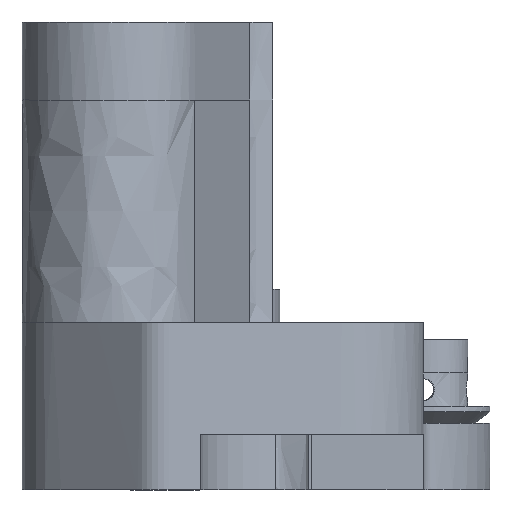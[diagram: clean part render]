
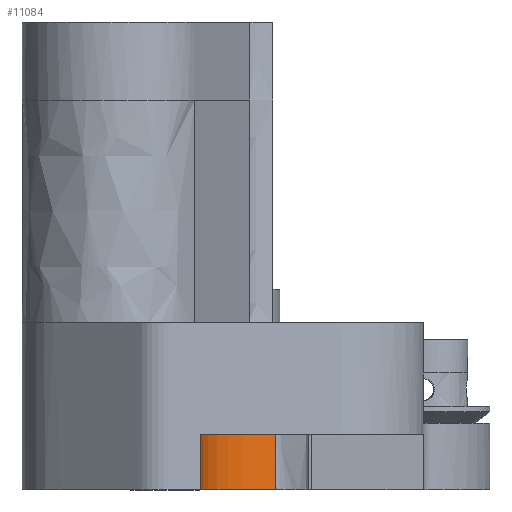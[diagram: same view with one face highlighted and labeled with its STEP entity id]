
A CAD part, left-side view. The second image highlights one B-rep face of the part: STEP entity #11084.
In plain terms, the highlighted free-form (B-spline) face has degree [1, 2] with [2, 9] control points.
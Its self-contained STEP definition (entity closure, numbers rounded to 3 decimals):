
#4604 = B_SPLINE_SURFACE_WITH_KNOTS('',1,1,(
    (#4605,#4606)
    ,(#4607,#4608
    )),.UNSPECIFIED.,.F.,.F.,.F.,(2,2),(2,2),(0.,42.792),(0.,
    46.629),.PIECEWISE_BEZIER_KNOTS.);
#4605 = CARTESIAN_POINT('',(6.841,-0.964,5.));
#4606 = CARTESIAN_POINT('',(-39.062,-9.161,5.));
#4607 = CARTESIAN_POINT('',(-0.682,41.161,5.));
#4608 = CARTESIAN_POINT('',(-46.585,32.964,5.));
#4796 = B_SPLINE_SURFACE_WITH_KNOTS('',1,1,(
    (#4797,#4798)
    ,(#4799,#4800
    )),.UNSPECIFIED.,.F.,.F.,.F.,(2,2),(2,2),(0.,75.093),(0.,
    71.524),.PIECEWISE_BEZIER_KNOTS.);
#4797 = CARTESIAN_POINT('',(33.922,-26.242,0.));
#4798 = CARTESIAN_POINT('',(33.922,45.281,0.));
#4799 = CARTESIAN_POINT('',(-41.171,-26.242,0.));
#4800 = CARTESIAN_POINT('',(-41.171,45.281,0.));
#5464 = VERTEX_POINT('',#5465);
#5465 = CARTESIAN_POINT('',(-18.5,26.,0.));
#5471 = B_SPLINE_SURFACE_WITH_KNOTS('',1,1,(
    (#5472,#5473)
    ,(#5474,#5475
    )),.UNSPECIFIED.,.F.,.F.,.F.,(2,2),(2,2),(0.,5.),(37.5,55.),
  .PIECEWISE_BEZIER_KNOTS.);
#5472 = CARTESIAN_POINT('',(-36.,26.,5.));
#5473 = CARTESIAN_POINT('',(-18.5,26.,5.));
#5474 = CARTESIAN_POINT('',(-36.,26.,0.));
#5475 = CARTESIAN_POINT('',(-18.5,26.,0.));
#5488 = EDGE_CURVE('',#5489,#5464,#5491,.T.);
#5489 = VERTEX_POINT('',#5490);
#5490 = CARTESIAN_POINT('',(-18.5,26.,5.));
#5491 = SURFACE_CURVE('',#5492,(#5495,#5501),.PCURVE_S1.);
#5492 = B_SPLINE_CURVE_WITH_KNOTS('',1,(#5493,#5494),.UNSPECIFIED.,.F.,
  .F.,(2,2),(0.,5.),.PIECEWISE_BEZIER_KNOTS.);
#5493 = CARTESIAN_POINT('',(-18.5,26.,5.));
#5494 = CARTESIAN_POINT('',(-18.5,26.,0.));
#5495 = PCURVE('',#5471,#5496);
#5496 = DEFINITIONAL_REPRESENTATION('',(#5497),#5500);
#5497 = B_SPLINE_CURVE_WITH_KNOTS('',1,(#5498,#5499),.UNSPECIFIED.,.F.,
  .F.,(2,2),(0.,5.),.PIECEWISE_BEZIER_KNOTS.);
#5498 = CARTESIAN_POINT('',(0.,55.));
#5499 = CARTESIAN_POINT('',(5.,55.));
#5500 = ( GEOMETRIC_REPRESENTATION_CONTEXT(2) 
PARAMETRIC_REPRESENTATION_CONTEXT() REPRESENTATION_CONTEXT('2D SPACE',''
  ) );
#5501 = PCURVE('',#5502,#5521);
#5502 = ( BOUNDED_SURFACE() B_SPLINE_SURFACE(1,2,(
    (#5503,#5504,#5505,#5506,#5507,#5508,#5509,#5510,#5511)
    ,(#5512,#5513,#5514,#5515,#5516,#5517,#5518,#5519,#5520
)),.UNSPECIFIED.,.F.,.T.,.F.) B_SPLINE_SURFACE_WITH_KNOTS((2,2),(1,2,2,2
    ,2,2,1),(0.,5.),(-15.708,0.,15.708,31.416,
    47.124,62.832,78.54),.UNSPECIFIED.) 
GEOMETRIC_REPRESENTATION_ITEM() RATIONAL_B_SPLINE_SURFACE((
    (1.,0.707,1.,0.707,1.,0.707,1.
      ,0.707,1.)
    ,(1.,0.707,1.,0.707,1.,0.707,1.
,0.707,1.))) REPRESENTATION_ITEM('') SURFACE() );
#5503 = CARTESIAN_POINT('',(-28.5,16.,0.));
#5504 = CARTESIAN_POINT('',(-28.5,6.,0.));
#5505 = CARTESIAN_POINT('',(-18.5,6.,0.));
#5506 = CARTESIAN_POINT('',(-8.5,6.,0.));
#5507 = CARTESIAN_POINT('',(-8.5,16.,0.));
#5508 = CARTESIAN_POINT('',(-8.5,26.,0.));
#5509 = CARTESIAN_POINT('',(-18.5,26.,0.));
#5510 = CARTESIAN_POINT('',(-28.5,26.,0.));
#5511 = CARTESIAN_POINT('',(-28.5,16.,0.));
#5512 = CARTESIAN_POINT('',(-28.5,16.,5.));
#5513 = CARTESIAN_POINT('',(-28.5,6.,5.));
#5514 = CARTESIAN_POINT('',(-18.5,6.,5.));
#5515 = CARTESIAN_POINT('',(-8.5,6.,5.));
#5516 = CARTESIAN_POINT('',(-8.5,16.,5.));
#5517 = CARTESIAN_POINT('',(-8.5,26.,5.));
#5518 = CARTESIAN_POINT('',(-18.5,26.,5.));
#5519 = CARTESIAN_POINT('',(-28.5,26.,5.));
#5520 = CARTESIAN_POINT('',(-28.5,16.,5.));
#5521 = DEFINITIONAL_REPRESENTATION('',(#5522),#5525);
#5522 = B_SPLINE_CURVE_WITH_KNOTS('',1,(#5523,#5524),.UNSPECIFIED.,.F.,
  .F.,(2,2),(0.,5.),.PIECEWISE_BEZIER_KNOTS.);
#5523 = CARTESIAN_POINT('',(5.,47.124));
#5524 = CARTESIAN_POINT('',(0.,47.124));
#5525 = ( GEOMETRIC_REPRESENTATION_CONTEXT(2) 
PARAMETRIC_REPRESENTATION_CONTEXT() REPRESENTATION_CONTEXT('2D SPACE',''
  ) );
#11020 = B_SPLINE_SURFACE_WITH_KNOTS('',1,1,(
    (#11021,#11022)
    ,(#11023,#11024
    )),.UNSPECIFIED.,.F.,.F.,.F.,(2,2),(2,2),(3.,8.5),(0.,5.5),
  .PIECEWISE_BEZIER_KNOTS.);
#11021 = CARTESIAN_POINT('',(-4.271,20.065,-0.5));
#11022 = CARTESIAN_POINT('',(-4.271,20.065,5.));
#11023 = CARTESIAN_POINT('',(-9.686,19.098,-0.5));
#11024 = CARTESIAN_POINT('',(-9.686,19.098,5.));
#11084 = ADVANCED_FACE('',(#11085),#5502,.T.);
#11085 = FACE_BOUND('',#11086,.T.);
#11086 = EDGE_LOOP('',(#11087,#11111,#11140,#11141));
#11087 = ORIENTED_EDGE('',*,*,#11088,.T.);
#11088 = EDGE_CURVE('',#11089,#11091,#11093,.T.);
#11089 = VERTEX_POINT('',#11090);
#11090 = CARTESIAN_POINT('',(-9.031,19.215,
    0.));
#11091 = VERTEX_POINT('',#11092);
#11092 = CARTESIAN_POINT('',(-9.031,19.215,5.));
#11093 = SURFACE_CURVE('',#11094,(#11097,#11105),.PCURVE_S1.);
#11094 = B_SPLINE_CURVE_WITH_KNOTS('',1,(#11095,#11096),.UNSPECIFIED.,
  .F.,.F.,(2,2),(0.5,5.5),.PIECEWISE_BEZIER_KNOTS.);
#11095 = CARTESIAN_POINT('',(-9.031,19.215,
    0.));
#11096 = CARTESIAN_POINT('',(-9.031,19.215,5.));
#11097 = PCURVE('',#5502,#11098);
#11098 = DEFINITIONAL_REPRESENTATION('',(#11099),#11104);
#11099 = B_SPLINE_CURVE_WITH_KNOTS('',3,(#11100,#11101,#11102,#11103),
  .UNSPECIFIED.,.F.,.F.,(4,4),(0.5,5.5),.PIECEWISE_BEZIER_KNOTS.);
#11100 = CARTESIAN_POINT('',(0.,34.849));
#11101 = CARTESIAN_POINT('',(1.667,34.849));
#11102 = CARTESIAN_POINT('',(3.333,34.849));
#11103 = CARTESIAN_POINT('',(5.,34.849));
#11104 = ( GEOMETRIC_REPRESENTATION_CONTEXT(2) 
PARAMETRIC_REPRESENTATION_CONTEXT() REPRESENTATION_CONTEXT('2D SPACE',''
  ) );
#11105 = PCURVE('',#11020,#11106);
#11106 = DEFINITIONAL_REPRESENTATION('',(#11107),#11110);
#11107 = B_SPLINE_CURVE_WITH_KNOTS('',1,(#11108,#11109),.UNSPECIFIED.,
  .F.,.F.,(2,2),(0.5,5.5),.PIECEWISE_BEZIER_KNOTS.);
#11108 = CARTESIAN_POINT('',(7.835,0.5));
#11109 = CARTESIAN_POINT('',(7.835,5.5));
#11110 = ( GEOMETRIC_REPRESENTATION_CONTEXT(2) 
PARAMETRIC_REPRESENTATION_CONTEXT() REPRESENTATION_CONTEXT('2D SPACE',''
  ) );
#11111 = ORIENTED_EDGE('',*,*,#11112,.T.);
#11112 = EDGE_CURVE('',#11091,#5489,#11113,.T.);
#11113 = SURFACE_CURVE('',#11114,(#11118,#11124),.PCURVE_S1.);
#11114 = ( BOUNDED_CURVE() B_SPLINE_CURVE(2,(#11115,#11116,#11117),
.UNSPECIFIED.,.F.,.F.) B_SPLINE_CURVE_WITH_KNOTS((3,3),(34.849,
47.124),.PIECEWISE_BEZIER_KNOTS.) CURVE() 
GEOMETRIC_REPRESENTATION_ITEM() RATIONAL_B_SPLINE_CURVE((0.9,
0.771,1.)) REPRESENTATION_ITEM('') );
#11115 = CARTESIAN_POINT('',(-9.031,19.215,5.));
#11116 = CARTESIAN_POINT('',(-11.334,26.,5.));
#11117 = CARTESIAN_POINT('',(-18.5,26.,5.));
#11118 = PCURVE('',#5502,#11119);
#11119 = DEFINITIONAL_REPRESENTATION('',(#11120),#11123);
#11120 = B_SPLINE_CURVE_WITH_KNOTS('',1,(#11121,#11122),.UNSPECIFIED.,
  .F.,.F.,(2,2),(34.849,47.124),
  .PIECEWISE_BEZIER_KNOTS.);
#11121 = CARTESIAN_POINT('',(5.,34.849));
#11122 = CARTESIAN_POINT('',(5.,47.124));
#11123 = ( GEOMETRIC_REPRESENTATION_CONTEXT(2) 
PARAMETRIC_REPRESENTATION_CONTEXT() REPRESENTATION_CONTEXT('2D SPACE',''
  ) );
#11124 = PCURVE('',#4604,#11125);
#11125 = DEFINITIONAL_REPRESENTATION('',(#11126),#11139);
#11126 = B_SPLINE_CURVE_WITH_KNOTS('',11,(#11127,#11128,#11129,#11130,
    #11131,#11132,#11133,#11134,#11135,#11136,#11137,#11138),
  .UNSPECIFIED.,.F.,.F.,(12,12),(34.849,47.124),
  .PIECEWISE_BEZIER_KNOTS.);
#11127 = CARTESIAN_POINT('',(22.655,12.077));
#11128 = CARTESIAN_POINT('',(23.759,12.244));
#11129 = CARTESIAN_POINT('',(24.873,12.552));
#11130 = CARTESIAN_POINT('',(25.971,13.009));
#11131 = CARTESIAN_POINT('',(27.018,13.616));
#11132 = CARTESIAN_POINT('',(27.981,14.364));
#11133 = CARTESIAN_POINT('',(28.828,15.229));
#11134 = CARTESIAN_POINT('',(29.537,16.18));
#11135 = CARTESIAN_POINT('',(30.103,17.181));
#11136 = CARTESIAN_POINT('',(30.529,18.202));
#11137 = CARTESIAN_POINT('',(30.823,19.217));
#11138 = CARTESIAN_POINT('',(30.999,20.206));
#11139 = ( GEOMETRIC_REPRESENTATION_CONTEXT(2) 
PARAMETRIC_REPRESENTATION_CONTEXT() REPRESENTATION_CONTEXT('2D SPACE',''
  ) );
#11140 = ORIENTED_EDGE('',*,*,#5488,.T.);
#11141 = ORIENTED_EDGE('',*,*,#11142,.F.);
#11142 = EDGE_CURVE('',#11089,#5464,#11143,.T.);
#11143 = SURFACE_CURVE('',#11144,(#11148,#11154),.PCURVE_S1.);
#11144 = ( BOUNDED_CURVE() B_SPLINE_CURVE(2,(#11145,#11146,#11147),
.UNSPECIFIED.,.F.,.F.) B_SPLINE_CURVE_WITH_KNOTS((3,3),(34.849,
47.124),.PIECEWISE_BEZIER_KNOTS.) CURVE() 
GEOMETRIC_REPRESENTATION_ITEM() RATIONAL_B_SPLINE_CURVE((0.9,
0.771,1.)) REPRESENTATION_ITEM('') );
#11145 = CARTESIAN_POINT('',(-9.031,19.215,
    0.));
#11146 = CARTESIAN_POINT('',(-11.334,26.,
    0.));
#11147 = CARTESIAN_POINT('',(-18.5,26.,0.));
#11148 = PCURVE('',#5502,#11149);
#11149 = DEFINITIONAL_REPRESENTATION('',(#11150),#11153);
#11150 = B_SPLINE_CURVE_WITH_KNOTS('',1,(#11151,#11152),.UNSPECIFIED.,
  .F.,.F.,(2,2),(34.849,47.124),
  .PIECEWISE_BEZIER_KNOTS.);
#11151 = CARTESIAN_POINT('',(0.,34.849));
#11152 = CARTESIAN_POINT('',(0.,47.124));
#11153 = ( GEOMETRIC_REPRESENTATION_CONTEXT(2) 
PARAMETRIC_REPRESENTATION_CONTEXT() REPRESENTATION_CONTEXT('2D SPACE',''
  ) );
#11154 = PCURVE('',#4796,#11155);
#11155 = DEFINITIONAL_REPRESENTATION('',(#11156),#11169);
#11156 = B_SPLINE_CURVE_WITH_KNOTS('',11,(#11157,#11158,#11159,#11160,
    #11161,#11162,#11163,#11164,#11165,#11166,#11167,#11168),
  .UNSPECIFIED.,.F.,.F.,(12,12),(34.849,47.124),
  .PIECEWISE_BEZIER_KNOTS.);
#11157 = CARTESIAN_POINT('',(42.953,45.457));
#11158 = CARTESIAN_POINT('',(43.311,46.514));
#11159 = CARTESIAN_POINT('',(43.81,47.557));
#11160 = CARTESIAN_POINT('',(44.453,48.558));
#11161 = CARTESIAN_POINT('',(45.235,49.482));
#11162 = CARTESIAN_POINT('',(46.14,50.298));
#11163 = CARTESIAN_POINT('',(47.141,50.979));
#11164 = CARTESIAN_POINT('',(48.202,51.511));
#11165 = CARTESIAN_POINT('',(49.287,51.892));
#11166 = CARTESIAN_POINT('',(50.366,52.131));
#11167 = CARTESIAN_POINT('',(51.417,52.242));
#11168 = CARTESIAN_POINT('',(52.422,52.242));
#11169 = ( GEOMETRIC_REPRESENTATION_CONTEXT(2) 
PARAMETRIC_REPRESENTATION_CONTEXT() REPRESENTATION_CONTEXT('2D SPACE',''
  ) );
